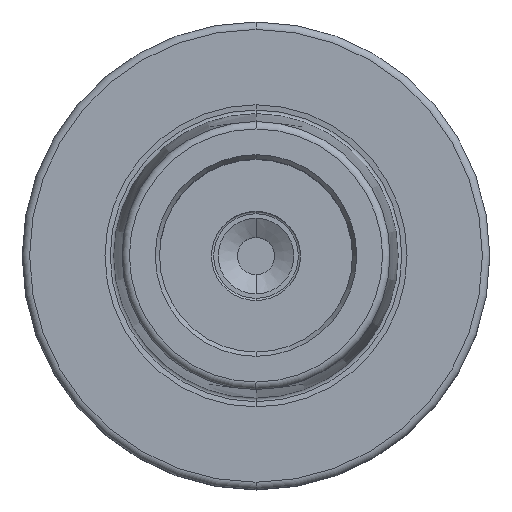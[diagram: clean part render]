
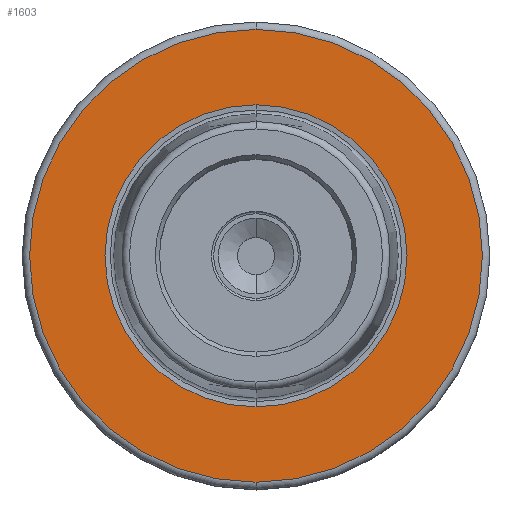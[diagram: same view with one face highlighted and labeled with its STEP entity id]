
A CAD part, top view. The second image highlights one B-rep face of the part: STEP entity #1603.
In plain terms, the highlighted planar face has unit normal (0, 0, 1).
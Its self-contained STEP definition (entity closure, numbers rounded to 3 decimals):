
#168=CARTESIAN_POINT('',(0,0,26));
#169=DIRECTION('',(0,0,1));
#170=DIRECTION('',(0,1,0));
#171=AXIS2_PLACEMENT_3D('',#168,#169,#170);
#173=CARTESIAN_POINT('',(0,0,26));
#174=DIRECTION('',(0,0,1));
#175=DIRECTION('',(0,-1,0));
#176=AXIS2_PLACEMENT_3D('',#173,#174,#175);
#186=CARTESIAN_POINT('',(0,0,26));
#187=DIRECTION('',(0,0,1));
#188=DIRECTION('',(0,1,0));
#189=AXIS2_PLACEMENT_3D('',#186,#187,#188);
#191=CARTESIAN_POINT('',(0,0,26));
#192=DIRECTION('',(0,0,-1));
#193=DIRECTION('',(0,1,0));
#194=AXIS2_PLACEMENT_3D('',#191,#192,#193);
#1121=CARTESIAN_POINT('',(0,20.344,26));
#1123=VERTEX_POINT('',#1121);
#1151=CARTESIAN_POINT('',(0,-20.344,26));
#1153=VERTEX_POINT('',#1151);
#1197=CARTESIAN_POINT('',(0,30.5,26));
#1198=CARTESIAN_POINT('',(0,-30.5,26));
#1199=VERTEX_POINT('',#1197);
#1200=VERTEX_POINT('',#1198);
#1587=CARTESIAN_POINT('',(0,0,26));
#1588=DIRECTION('',(0,0,-1));
#1589=DIRECTION('',(0,-1,0));
#1590=AXIS2_PLACEMENT_3D('',#1587,#1588,#1589);
#1591=PLANE('',#1590);
#1593=ORIENTED_EDGE('',*,*,#1592,.F.);
#1594=ORIENTED_EDGE('',*,*,#1577,.F.);
#1595=EDGE_LOOP('',(#1593,#1594));
#1596=FACE_OUTER_BOUND('',#1595,.F.);
#1598=ORIENTED_EDGE('',*,*,#1597,.T.);
#1600=ORIENTED_EDGE('',*,*,#1599,.F.);
#1601=EDGE_LOOP('',(#1598,#1600));
#1602=FACE_BOUND('',#1601,.F.);
#1603=ADVANCED_FACE('',(#1596,#1602),#1591,.F.);
#172=CIRCLE('',#171,30.5);
#177=CIRCLE('',#176,30.5);
#190=CIRCLE('',#189,20.344);
#195=CIRCLE('',#194,20.344);
#1577=EDGE_CURVE('',#1200,#1199,#177,.T.);
#1592=EDGE_CURVE('',#1199,#1200,#172,.T.);
#1597=EDGE_CURVE('',#1123,#1153,#190,.T.);
#1599=EDGE_CURVE('',#1123,#1153,#195,.T.);
